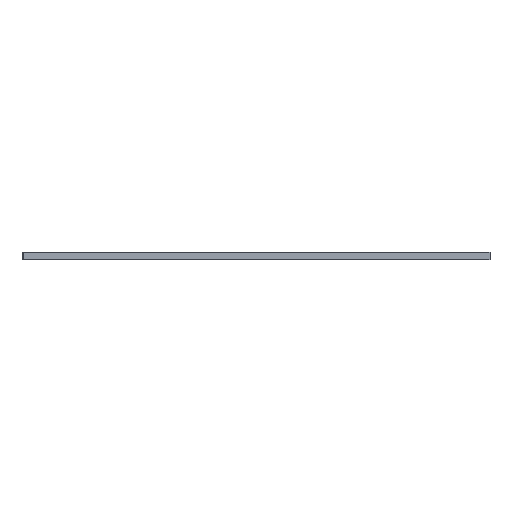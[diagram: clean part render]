
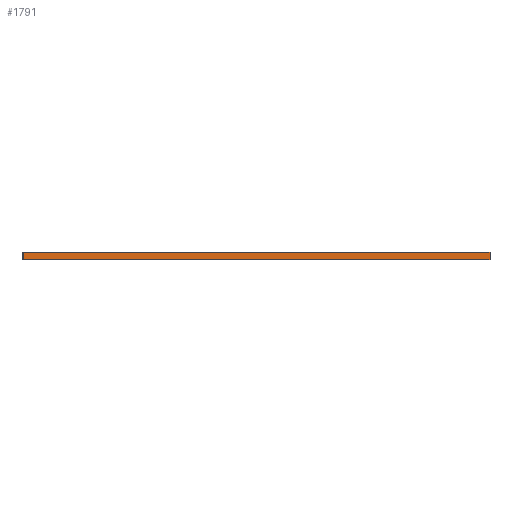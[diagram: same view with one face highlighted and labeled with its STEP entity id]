
A CAD part, front view. The second image highlights one B-rep face of the part: STEP entity #1791.
In plain terms, the highlighted planar face has unit normal (0, -1, 0).
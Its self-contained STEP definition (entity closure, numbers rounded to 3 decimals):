
#119 = CARTESIAN_POINT ( 'NONE',  ( 168.244, -138.116, 0. ) ) ;
#124 = ORIENTED_EDGE ( 'NONE', *, *, #1690, .T. ) ;
#141 = LINE ( 'NONE', #1486, #1866 ) ;
#152 = VERTEX_POINT ( 'NONE', #178 ) ;
#178 = CARTESIAN_POINT ( 'NONE',  ( 163.744, -138.116, 0. ) ) ;
#189 = DIRECTION ( 'NONE',  ( 1., 0., 0. ) ) ;
#204 = CARTESIAN_POINT ( 'NONE',  ( -79.756, -138.116, 4. ) ) ;
#271 = EDGE_CURVE ( 'NONE', #842, #872, #2218, .T. ) ;
#343 = ORIENTED_EDGE ( 'NONE', *, *, #771, .T. ) ;
#403 = PLANE ( 'NONE',  #1675 ) ;
#436 = EDGE_CURVE ( 'NONE', #872, #152, #141, .T. ) ;
#575 = DIRECTION ( 'NONE',  ( 0., 1., 0. ) ) ;
#768 = VECTOR ( 'NONE', #189, 1000. ) ;
#771 = EDGE_CURVE ( 'NONE', #842, #2188, #1891, .T. ) ;
#842 = VERTEX_POINT ( 'NONE', #1258 ) ;
#872 = VERTEX_POINT ( 'NONE', #1611 ) ;
#983 = CARTESIAN_POINT ( 'NONE',  ( 168.244, -138.116, 4. ) ) ;
#1249 = ORIENTED_EDGE ( 'NONE', *, *, #271, .F. ) ;
#1258 = CARTESIAN_POINT ( 'NONE',  ( -79.756, -138.116, 4. ) ) ;
#1438 = LINE ( 'NONE', #119, #2120 ) ;
#1486 = CARTESIAN_POINT ( 'NONE',  ( 163.744, -138.116, 4. ) ) ;
#1503 = DIRECTION ( 'NONE',  ( 1., 0., 0. ) ) ;
#1611 = CARTESIAN_POINT ( 'NONE',  ( 163.744, -138.116, 4. ) ) ;
#1675 = AXIS2_PLACEMENT_3D ( 'NONE', #983, #575, #1749 ) ;
#1680 = CARTESIAN_POINT ( 'NONE',  ( -79.756, -138.116, 0. ) ) ;
#1690 = EDGE_CURVE ( 'NONE', #2188, #152, #1438, .T. ) ;
#1749 = DIRECTION ( 'NONE',  ( 0., 0., 1. ) ) ;
#1791 = ADVANCED_FACE ( 'NONE', ( #2456 ), #403, .F. ) ;
#1866 = VECTOR ( 'NONE', #1869, 1000. ) ;
#1869 = DIRECTION ( 'NONE',  ( 0., 0., -1. ) ) ;
#1891 = LINE ( 'NONE', #204, #2273 ) ;
#1946 = DIRECTION ( 'NONE',  ( 0., 0., -1. ) ) ;
#2020 = EDGE_LOOP ( 'NONE', ( #124, #2524, #1249, #343 ) ) ;
#2120 = VECTOR ( 'NONE', #1503, 1000. ) ;
#2165 = CARTESIAN_POINT ( 'NONE',  ( 168.244, -138.116, 4. ) ) ;
#2188 = VERTEX_POINT ( 'NONE', #1680 ) ;
#2218 = LINE ( 'NONE', #2165, #768 ) ;
#2273 = VECTOR ( 'NONE', #1946, 1000. ) ;
#2456 = FACE_OUTER_BOUND ( 'NONE', #2020, .T. ) ;
#2524 = ORIENTED_EDGE ( 'NONE', *, *, #436, .F. ) ;
